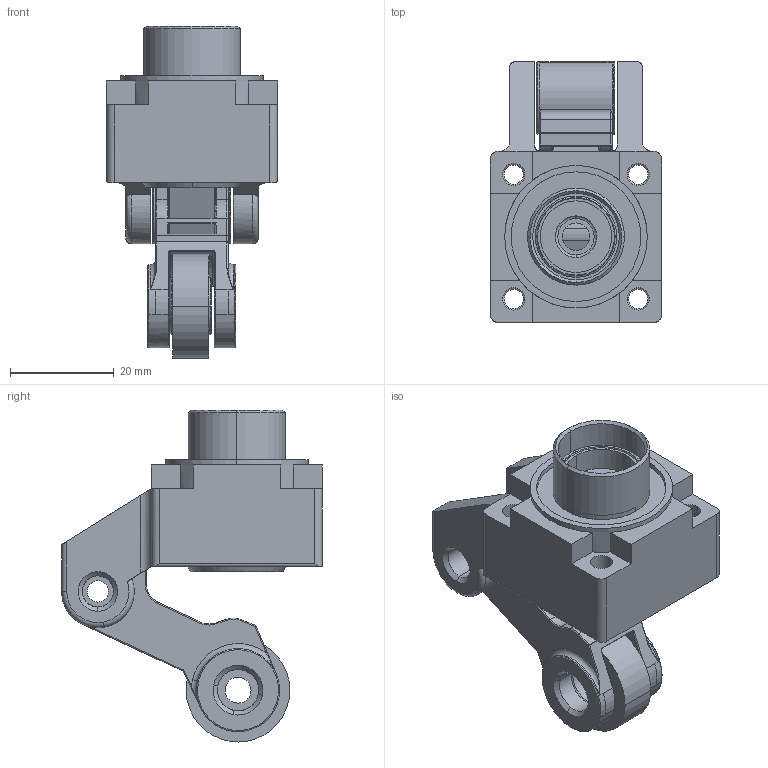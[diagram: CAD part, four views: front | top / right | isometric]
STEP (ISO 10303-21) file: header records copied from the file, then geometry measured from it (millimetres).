
FILE_DESCRIPTION(('STEP AP242'),'1');
FILE_NAME('zcke21.stp','2021-06-02T12:57:50',('TraceParts'),('TraceParts S.A.'),'Spatial InterOp 3D',' ',' ');
FILE_SCHEMA(('AP242_MANAGED_MODEL_BASED_3D_ENGINEERING_MIM_LF {1 0 10303 442 1 1 4}'));
Length unit declared in the file: millimetre
Products named in the file (1): zcke21_1
Bounding box: 33 x 50.3 x 64.04 mm (x, y, z)
Volume: 27618.9 mm3; surface area: 15301.2 mm2
Topology: 4 solids, 4 shells, 371 faces, 876 edges, 524 vertices
Faces by surface type: cylinder 151, plane 78, cone 62, torus 48, sphere 16, bspline 16
Entity records: 12175 total; most frequent: CARTESIAN_POINT 3413, DIRECTION 1992, ORIENTED_EDGE 1748, EDGE_CURVE 874, AXIS2_PLACEMENT_3D 815, VERTEX_POINT 524, CIRCLE 456, EDGE_LOOP 408
